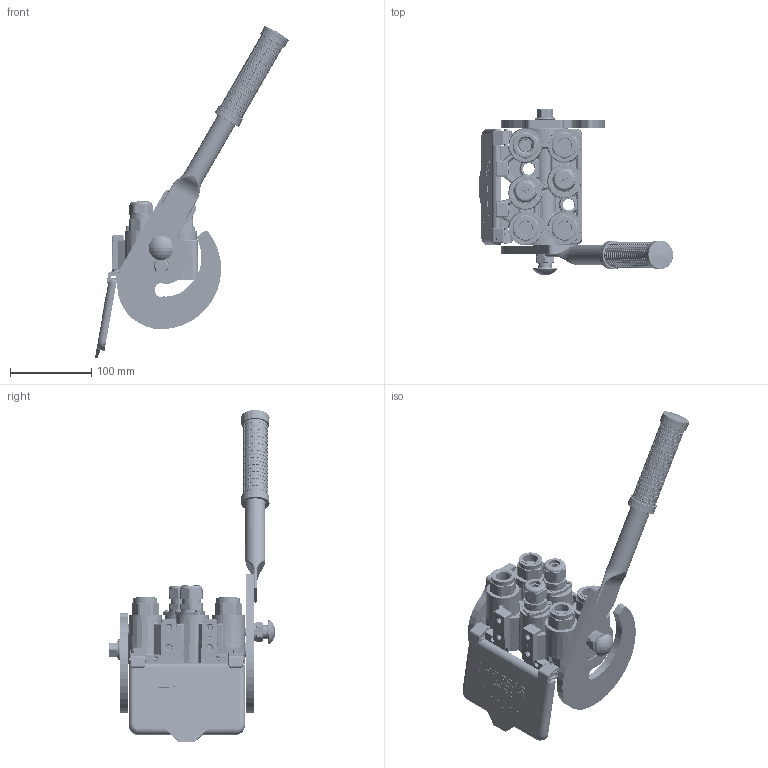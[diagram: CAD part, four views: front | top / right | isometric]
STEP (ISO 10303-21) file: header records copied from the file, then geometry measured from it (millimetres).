
FILE_DESCRIPTION (( 'STEP AP214' ), '1' );
FILE_NAME ('FASTER.step', '2022-08-01T15:08:32', ( '' ), ( '' ), 'SwSTEP 2.0', 'SolidWorks 2017', '' );
FILE_SCHEMA (( 'AUTOMOTIVE_DESIGN' ));
Length unit declared in the file: millimetre
Products named in the file (45): 2ffnb12_npt_f; Copia di 4850_032_0000_000.prt^Copia di inspel08-7_f.asm_corspel08-7_f; 4830_001_0005_300; or2_62x17_86; 4830_025_2000_000; 4850_024_4000_000; 4830_001_0005_301; corspel08-7_f; 1540_080_0012_000; 4241_072_0000_200; 4852_020_0001_001; 4850_024_0000_012; A_2ffnb12_gas_f; Copia di 4830_042_0000_000.prt^corspel08-7_f; 0048_042_0412_000; P608_F_BASE; Copia di 4850_007_0003_000.prt^corspel08-7_f; 4830_070_0000_001; 4340_014_0000_000; 4850_024_2000_011; or1_5x7_m; 4830_022_0000_011; A_2ffnb12_npt_f; 4830_025_0000_001; 4850_024_0000_020; Copia di inspel08-7_f.prt^Copia di inspel08-7_f.asm_corspel08-7_f; sicura_p5; Copia di inspel08-7_f.asm^corspel08-7_f; 4142_072_1000_300; 2ffnb12_gas_f; FASTER; conn_7p_f; curs_molla_12; 4830_001_0004_000; 4850_007_0000_000; 4830_044_0000_000; 4850_024_4000_000_ASM; 4850_024_0000_022; 4830_025_1000_000; 4850_001_0001_007 ...
Assembly tree (58 placements, depth 5):
  FASTER
    P608_F_BASE
      4852_020_0001_001
      4830_001_0004_000  x2
      4850_001_0001_007
      4830_001_0005_300
      4830_001_0005_301
    A_2ffnb12_npt_f
      curs_molla_12
        4340_014_0000_000
        4142_072_1000_300
      2ffnb12_npt_f
        2ffnb12_npt_f
    conn_7p_f  x2
      corspel08-7_f
        Copia di 4850_007_0001_000.prt^corspel08-7_f
        Copia di inspel08-7_f.asm^corspel08-7_f
          Copia di inspel08-7_f.prt^Copia di inspel08-7_f.asm_corspel08-7_f
          Copia di 4850_032_0000_000.prt^Copia di inspel08-7_f.asm_corspel08-7_f  x7
        Copia di 4850_007_0003_000.prt^corspel08-7_f
        Copia di 4830_042_0000_000.prt^corspel08-7_f
      4830_044_0000_000
      4850_007_0000_000
      4241_072_0000_200
    A_2ffnb12_gas_f  x3
      curs_molla_12
        4340_014_0000_000
        4142_072_1000_300
      2ffnb12_gas_f
        2ffnb12_gas_f
    4850_024_4000_000
      4850_024_4000_000_ASM
        4850_024_2000_020
        4850_024_0000_022
        4850_024_2000_011
      sicura_p5
        4830_025_0000_001
        or1_5x7_m
        0048_042_0412_000
      4850_024_0000_020
      1540_080_0012_000
      4850_024_0000_012
      4830_025_2000_000
      4830_025_1000_000
      4830_022_0000_011
      4830_070_0000_001
      or2_62x17_86  x2
    et012
Bounding box: 238.68 x 205.33 x 408.7 mm (x, y, z)
Volume: 305888.3 mm3; surface area: 456367.9 mm2
Topology: 48 solids, 121 shells, 8313 faces, 21689 edges, 13859 vertices
Faces by surface type: plane 3896, cylinder 2329, torus 880, cone 640, bspline 484, sphere 84
Entity records: 286686 total; most frequent: CARTESIAN_POINT 124793, ORIENTED_EDGE 34117, DIRECTION 28598, EDGE_CURVE 17196, VERTEX_POINT 11045, VECTOR 10530, LINE 10530, AXIS2_PLACEMENT_3D 9034
